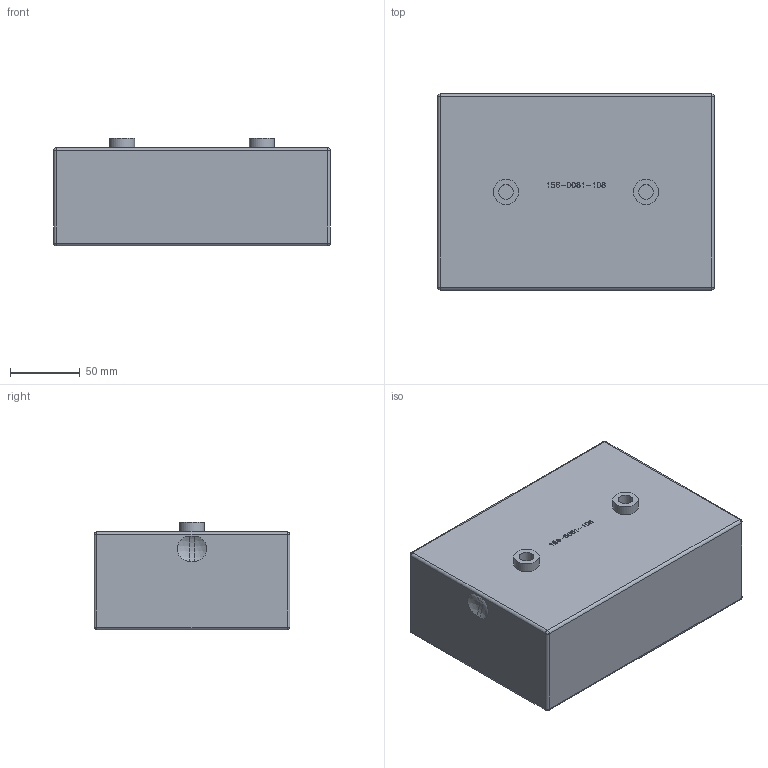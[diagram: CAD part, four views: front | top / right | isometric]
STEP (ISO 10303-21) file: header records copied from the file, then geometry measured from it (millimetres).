
FILE_DESCRIPTION((''),'2;1');
FILE_NAME('5FJ1550-20-70.stp','2014-05-01T15:47:36',('Dayne Stauffer'),(''),'Autodesk Inventor 2013','Autodesk Inventor 2013','');
FILE_SCHEMA(('AUTOMOTIVE_DESIGN { 1 0 10303 214 1 1 1 1 }'));
Length unit declared in the file: millimetre
Products named in the file (1): 5FJ1550-20-70
Bounding box: 198 x 140 x 77 mm (x, y, z)
Volume: 1909407.6 mm3; surface area: 110691.5 mm2
Topology: 1 solids, 1 shells, 400 faces, 1084 edges, 710 vertices
Faces by surface type: plane 362, cylinder 24, sphere 12, cone 2
Full cylindrical faces by diameter (mm): 10.5 x2, 18 x4, 20 x4
Entity records: 12629 total; most frequent: CARTESIAN_POINT 2167, ORIENTED_EDGE 2120, DIRECTION 1916, EDGE_CURVE 1060, VECTOR 1006, LINE 1006, VERTEX_POINT 706, AXIS2_PLACEMENT_3D 455
